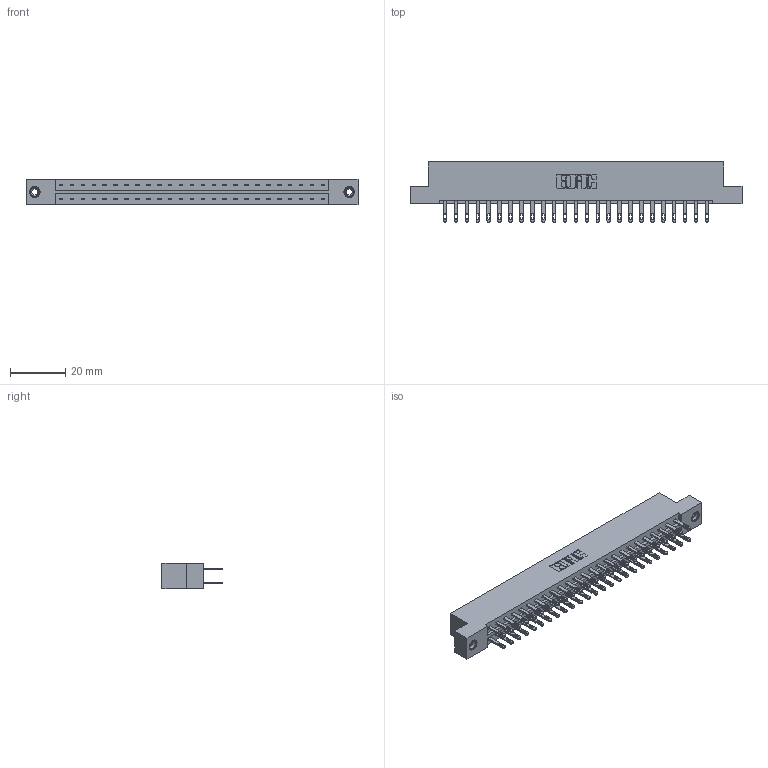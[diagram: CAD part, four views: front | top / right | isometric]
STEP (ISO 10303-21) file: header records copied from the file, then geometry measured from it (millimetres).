
FILE_DESCRIPTION (( 'STEP AP203' ), '1' );
FILE_NAME ('333-050-500-208.STEP', '2018-08-04T00:22:54', ( '' ), ( '' ), 'SwSTEP 2.0', 'SolidWorks 2016', '' );
FILE_SCHEMA (( 'CONFIG_CONTROL_DESIGN' ));
Length unit declared in the file: inch
Products named in the file (4): 333-050-500-208; 333 Part_Flush - .156 Dia - TI; 345-292-001_345-293-100; 345-250-001_345-250-003-102
Assembly tree (53 placements, depth 2):
  333-050-500-208
    333 Part_Flush - .156 Dia - TI
    345-292-001_345-293-100  x50
    345-250-001_345-250-003-102  x2
Bounding box: 120.6 x 21.85 x 9.4 mm (x, y, z)
Volume: 12299.8 mm3; surface area: 14930.7 mm2
Topology: 53 solids, 53 shells, 2574 faces, 7797 edges, 5190 vertices
Faces by surface type: plane 1602, cylinder 956, cone 12, torus 4
Entity records: 19398 total; most frequent: CARTESIAN_POINT 3217, ORIENTED_EDGE 3146, DIRECTION 2811, EDGE_CURVE 1573, VECTOR 1421, LINE 1421, VERTEX_POINT 1044, AXIS2_PLACEMENT_3D 695
